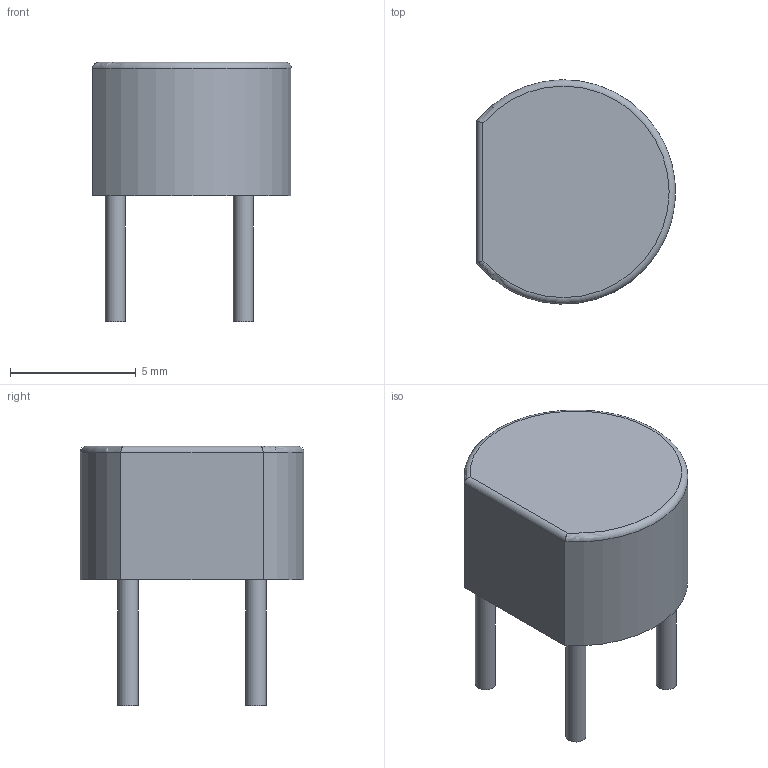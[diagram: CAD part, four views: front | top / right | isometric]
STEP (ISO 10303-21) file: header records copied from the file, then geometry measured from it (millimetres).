
FILE_DESCRIPTION(('FreeCAD Model'),'2;1');
FILE_NAME('Diode_Bridge_Round_D8.9mm.step','2017-11-24T21:02:07',('kicad StepUp'),( 'ksu MCAD'),'Open CASCADE STEP processor 6.8','FreeCAD','Unknown');
FILE_SCHEMA(('AUTOMOTIVE_DESIGN_CC2 { 1 2 10303 214 -1 1 5 4 }'));
Length unit declared in the file: millimetre
Products named in the file (1): Diode_Bridge_Round_D8.9mm
Bounding box: 7.89 x 8.89 x 10.3 mm (x, y, z)
Volume: 318.8 mm3; surface area: 309.6 mm2
Topology: 1 solids, 1 shells, 14 faces, 22 edges, 14 vertices
Faces by surface type: plane 7, cylinder 6, torus 1
Full cylindrical faces by diameter (mm): 0.8 x4
Entity records: 683 total; most frequent: CARTESIAN_POINT 450, ORIENTED_EDGE 34, AXIS2_PLACEMENT_3D 22, EDGE_CURVE 22, FACE_BOUND 18, EDGE_LOOP 18, ADVANCED_FACE 14, VERTEX_POINT 14
